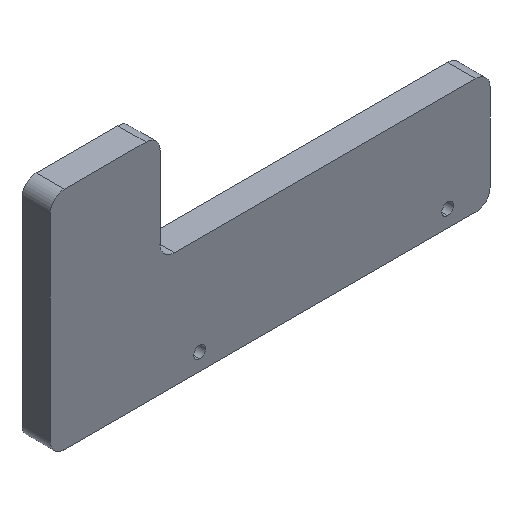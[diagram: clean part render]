
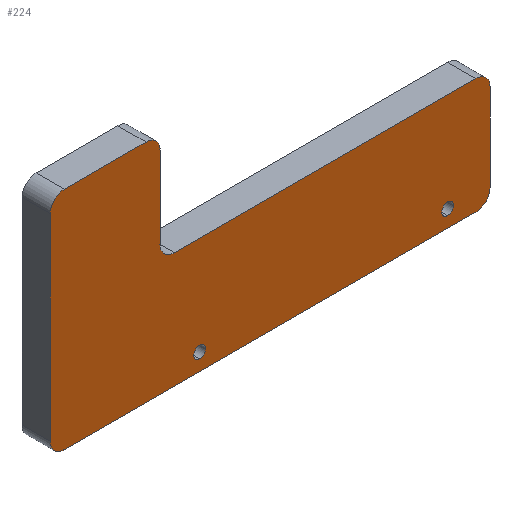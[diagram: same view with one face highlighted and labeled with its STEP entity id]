
A CAD part, isometric view. The second image highlights one B-rep face of the part: STEP entity #224.
In plain terms, the highlighted planar face has unit normal (0, -1, 0).
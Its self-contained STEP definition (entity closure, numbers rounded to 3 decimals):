
#5 = AXIS2_PLACEMENT_3D ( 'NONE', #444, #296, #547 ) ;
#6 = EDGE_CURVE ( 'NONE', #328, #214, #621, .T. ) ;
#9 = ORIENTED_EDGE ( 'NONE', *, *, #334, .F. ) ;
#21 = EDGE_CURVE ( 'NONE', #373, #445, #403, .T. ) ;
#33 = AXIS2_PLACEMENT_3D ( 'NONE', #593, #291, #238 ) ;
#34 = DIRECTION ( 'NONE',  ( 0., 1., 0. ) ) ;
#35 = AXIS2_PLACEMENT_3D ( 'NONE', #500, #74, #398 ) ;
#41 = EDGE_CURVE ( 'NONE', #397, #237, #322, .T. ) ;
#42 = ORIENTED_EDGE ( 'NONE', *, *, #282, .F. ) ;
#51 = EDGE_CURVE ( 'NONE', #253, #512, #197, .T. ) ;
#53 = AXIS2_PLACEMENT_3D ( 'NONE', #541, #441, #254 ) ;
#54 = CARTESIAN_POINT ( 'NONE',  ( -10.5, 0., -67. ) ) ;
#62 = CARTESIAN_POINT ( 'NONE',  ( -8., 0., -104.5 ) ) ;
#72 = VERTEX_POINT ( 'NONE', #159 ) ;
#74 = DIRECTION ( 'NONE',  ( 0., 1., 0. ) ) ;
#75 = CARTESIAN_POINT ( 'NONE',  ( 67.5, 0., -86.5 ) ) ;
#89 = EDGE_CURVE ( 'NONE', #328, #364, #139, .T. ) ;
#93 = ORIENTED_EDGE ( 'NONE', *, *, #127, .T. ) ;
#96 = DIRECTION ( 'NONE',  ( 0., 0., 1. ) ) ;
#104 = CARTESIAN_POINT ( 'NONE',  ( 60., 0., -105.05 ) ) ;
#106 = DIRECTION ( 'NONE',  ( 0., 0., -1. ) ) ;
#109 = DIRECTION ( 'NONE',  ( 1., 0., 0. ) ) ;
#115 = CARTESIAN_POINT ( 'NONE',  ( -8., 0., -104.5 ) ) ;
#123 = EDGE_LOOP ( 'NONE', ( #240, #286 ) ) ;
#127 = EDGE_CURVE ( 'NONE', #336, #72, #495, .T. ) ;
#131 = VERTEX_POINT ( 'NONE', #605 ) ;
#139 = CIRCLE ( 'NONE', #5, 2.5 ) ;
#153 = DIRECTION ( 'NONE',  ( 0., 1., 0. ) ) ;
#155 = CARTESIAN_POINT ( 'NONE',  ( 60., 0., -104. ) ) ;
#159 = CARTESIAN_POINT ( 'NONE',  ( 16., 0., -102.95 ) ) ;
#161 = AXIS2_PLACEMENT_3D ( 'NONE', #385, #153, #288 ) ;
#165 = CARTESIAN_POINT ( 'NONE',  ( 6.5, 0., -67. ) ) ;
#166 = CARTESIAN_POINT ( 'NONE',  ( -8., 0., -67. ) ) ;
#182 = CIRCLE ( 'NONE', #268, 2.5 ) ;
#183 = EDGE_CURVE ( 'NONE', #72, #336, #580, .T. ) ;
#191 = ORIENTED_EDGE ( 'NONE', *, *, #89, .T. ) ;
#193 = AXIS2_PLACEMENT_3D ( 'NONE', #115, #490, #338 ) ;
#197 = CIRCLE ( 'NONE', #53, 2.5 ) ;
#202 = CARTESIAN_POINT ( 'NONE',  ( 65., 0., -107. ) ) ;
#208 = CARTESIAN_POINT ( 'NONE',  ( -10.5, 0., -74.5 ) ) ;
#214 = VERTEX_POINT ( 'NONE', #539 ) ;
#219 = VECTOR ( 'NONE', #106, 1000. ) ;
#224 = ADVANCED_FACE ( 'NONE', ( #415, #568, #302 ), #491, .F. ) ;
#226 = EDGE_LOOP ( 'NONE', ( #93, #279 ) ) ;
#229 = VERTEX_POINT ( 'NONE', #202 ) ;
#231 = EDGE_CURVE ( 'NONE', #566, #237, #283, .T. ) ;
#237 = VERTEX_POINT ( 'NONE', #339 ) ;
#238 = DIRECTION ( 'NONE',  ( 0., 0., 1. ) ) ;
#240 = ORIENTED_EDGE ( 'NONE', *, *, #21, .T. ) ;
#253 = VERTEX_POINT ( 'NONE', #436 ) ;
#254 = DIRECTION ( 'NONE',  ( 0., 0., 1. ) ) ;
#268 = AXIS2_PLACEMENT_3D ( 'NONE', #62, #374, #96 ) ;
#270 = CARTESIAN_POINT ( 'NONE',  ( 60., 0., -104. ) ) ;
#274 = EDGE_CURVE ( 'NONE', #604, #297, #427, .T. ) ;
#278 = ORIENTED_EDGE ( 'NONE', *, *, #6, .F. ) ;
#279 = ORIENTED_EDGE ( 'NONE', *, *, #183, .T. ) ;
#281 = AXIS2_PLACEMENT_3D ( 'NONE', #551, #596, #295 ) ;
#282 = EDGE_CURVE ( 'NONE', #131, #397, #182, .T. ) ;
#283 = CIRCLE ( 'NONE', #281, 2.5 ) ;
#285 = CARTESIAN_POINT ( 'NONE',  ( 9., 0., -84. ) ) ;
#286 = ORIENTED_EDGE ( 'NONE', *, *, #290, .T. ) ;
#288 = DIRECTION ( 'NONE',  ( 0., 0., 1. ) ) ;
#289 = EDGE_LOOP ( 'NONE', ( #9, #612, #464, #42, #587, #534, #278, #191, #443, #582, #522, #567 ) ) ;
#290 = EDGE_CURVE ( 'NONE', #445, #373, #446, .T. ) ;
#291 = DIRECTION ( 'NONE',  ( 0., 1., 0. ) ) ;
#295 = DIRECTION ( 'NONE',  ( 0., 0., 1. ) ) ;
#296 = DIRECTION ( 'NONE',  ( 0., -1., 0. ) ) ;
#297 = VERTEX_POINT ( 'NONE', #285 ) ;
#302 = FACE_BOUND ( 'NONE', #226, .T. ) ;
#304 = DIRECTION ( 'NONE',  ( 0., 1., 0. ) ) ;
#307 = CARTESIAN_POINT ( 'NONE',  ( 11.5, 0., -86.5 ) ) ;
#318 = AXIS2_PLACEMENT_3D ( 'NONE', #270, #34, #616 ) ;
#320 = CARTESIAN_POINT ( 'NONE',  ( 9., 0., -67. ) ) ;
#322 = LINE ( 'NONE', #208, #555 ) ;
#328 = VERTEX_POINT ( 'NONE', #332 ) ;
#332 = CARTESIAN_POINT ( 'NONE',  ( 67.5, 0., -89. ) ) ;
#334 = EDGE_CURVE ( 'NONE', #566, #512, #474, .T. ) ;
#336 = VERTEX_POINT ( 'NONE', #424 ) ;
#338 = DIRECTION ( 'NONE',  ( 0., 0., 1. ) ) ;
#339 = CARTESIAN_POINT ( 'NONE',  ( -10.5, 0., -69.5 ) ) ;
#351 = DIRECTION ( 'NONE',  ( 0., 0., 1. ) ) ;
#364 = VERTEX_POINT ( 'NONE', #380 ) ;
#365 = DIRECTION ( 'NONE',  ( -1., 0., 0. ) ) ;
#372 = CIRCLE ( 'NONE', #421, 2.5 ) ;
#373 = VERTEX_POINT ( 'NONE', #104 ) ;
#374 = DIRECTION ( 'NONE',  ( 0., 1., 0. ) ) ;
#379 = CARTESIAN_POINT ( 'NONE',  ( 67.5, 0., -86.5 ) ) ;
#380 = CARTESIAN_POINT ( 'NONE',  ( 65., 0., -86.5 ) ) ;
#381 = DIRECTION ( 'NONE',  ( 0., 0., 1. ) ) ;
#385 = CARTESIAN_POINT ( 'NONE',  ( 16., 0., -104. ) ) ;
#392 = DIRECTION ( 'NONE',  ( 0., 0., 1. ) ) ;
#397 = VERTEX_POINT ( 'NONE', #417 ) ;
#398 = DIRECTION ( 'NONE',  ( 0., 0., 1. ) ) ;
#401 = EDGE_CURVE ( 'NONE', #253, #297, #420, .T. ) ;
#403 = CIRCLE ( 'NONE', #318, 1.05 ) ;
#407 = VECTOR ( 'NONE', #620, 1000. ) ;
#415 = FACE_OUTER_BOUND ( 'NONE', #289, .T. ) ;
#416 = CARTESIAN_POINT ( 'NONE',  ( 65., 0., -107. ) ) ;
#417 = CARTESIAN_POINT ( 'NONE',  ( -10.5, 0., -104.5 ) ) ;
#420 = LINE ( 'NONE', #320, #407 ) ;
#421 = AXIS2_PLACEMENT_3D ( 'NONE', #507, #304, #351 ) ;
#424 = CARTESIAN_POINT ( 'NONE',  ( 16., 0., -105.05 ) ) ;
#427 = CIRCLE ( 'NONE', #33, 2.5 ) ;
#430 = EDGE_CURVE ( 'NONE', #229, #131, #431, .T. ) ;
#431 = LINE ( 'NONE', #416, #558 ) ;
#436 = CARTESIAN_POINT ( 'NONE',  ( 9., 0., -69.5 ) ) ;
#441 = DIRECTION ( 'NONE',  ( 0., -1., 0. ) ) ;
#443 = ORIENTED_EDGE ( 'NONE', *, *, #516, .F. ) ;
#444 = CARTESIAN_POINT ( 'NONE',  ( 65., 0., -89. ) ) ;
#445 = VERTEX_POINT ( 'NONE', #518 ) ;
#446 = CIRCLE ( 'NONE', #458, 1.05 ) ;
#452 = DIRECTION ( 'NONE',  ( 1., 0., 0. ) ) ;
#458 = AXIS2_PLACEMENT_3D ( 'NONE', #155, #478, #381 ) ;
#464 = ORIENTED_EDGE ( 'NONE', *, *, #41, .F. ) ;
#474 = LINE ( 'NONE', #54, #540 ) ;
#476 = VECTOR ( 'NONE', #452, 1000. ) ;
#478 = DIRECTION ( 'NONE',  ( 0., 1., 0. ) ) ;
#490 = DIRECTION ( 'NONE',  ( 0., 1., 0. ) ) ;
#491 = PLANE ( 'NONE',  #193 ) ;
#495 = CIRCLE ( 'NONE', #35, 1.05 ) ;
#500 = CARTESIAN_POINT ( 'NONE',  ( 16., 0., -104. ) ) ;
#507 = CARTESIAN_POINT ( 'NONE',  ( 65., 0., -104.5 ) ) ;
#512 = VERTEX_POINT ( 'NONE', #165 ) ;
#516 = EDGE_CURVE ( 'NONE', #604, #364, #530, .T. ) ;
#518 = CARTESIAN_POINT ( 'NONE',  ( 60., 0., -102.95 ) ) ;
#522 = ORIENTED_EDGE ( 'NONE', *, *, #401, .F. ) ;
#530 = LINE ( 'NONE', #75, #476 ) ;
#534 = ORIENTED_EDGE ( 'NONE', *, *, #600, .F. ) ;
#539 = CARTESIAN_POINT ( 'NONE',  ( 67.5, 0., -104.5 ) ) ;
#540 = VECTOR ( 'NONE', #109, 1000. ) ;
#541 = CARTESIAN_POINT ( 'NONE',  ( 6.5, 0., -69.5 ) ) ;
#547 = DIRECTION ( 'NONE',  ( 0., 0., 1. ) ) ;
#551 = CARTESIAN_POINT ( 'NONE',  ( -8., 0., -69.5 ) ) ;
#555 = VECTOR ( 'NONE', #392, 1000. ) ;
#558 = VECTOR ( 'NONE', #365, 1000. ) ;
#566 = VERTEX_POINT ( 'NONE', #166 ) ;
#567 = ORIENTED_EDGE ( 'NONE', *, *, #51, .T. ) ;
#568 = FACE_BOUND ( 'NONE', #123, .T. ) ;
#580 = CIRCLE ( 'NONE', #161, 1.05 ) ;
#582 = ORIENTED_EDGE ( 'NONE', *, *, #274, .T. ) ;
#587 = ORIENTED_EDGE ( 'NONE', *, *, #430, .F. ) ;
#593 = CARTESIAN_POINT ( 'NONE',  ( 11.5, 0., -84. ) ) ;
#596 = DIRECTION ( 'NONE',  ( 0., -1., 0. ) ) ;
#600 = EDGE_CURVE ( 'NONE', #214, #229, #372, .T. ) ;
#604 = VERTEX_POINT ( 'NONE', #307 ) ;
#605 = CARTESIAN_POINT ( 'NONE',  ( -8., 0., -107. ) ) ;
#612 = ORIENTED_EDGE ( 'NONE', *, *, #231, .T. ) ;
#616 = DIRECTION ( 'NONE',  ( 0., 0., 1. ) ) ;
#620 = DIRECTION ( 'NONE',  ( 0., 0., -1. ) ) ;
#621 = LINE ( 'NONE', #379, #219 ) ;
